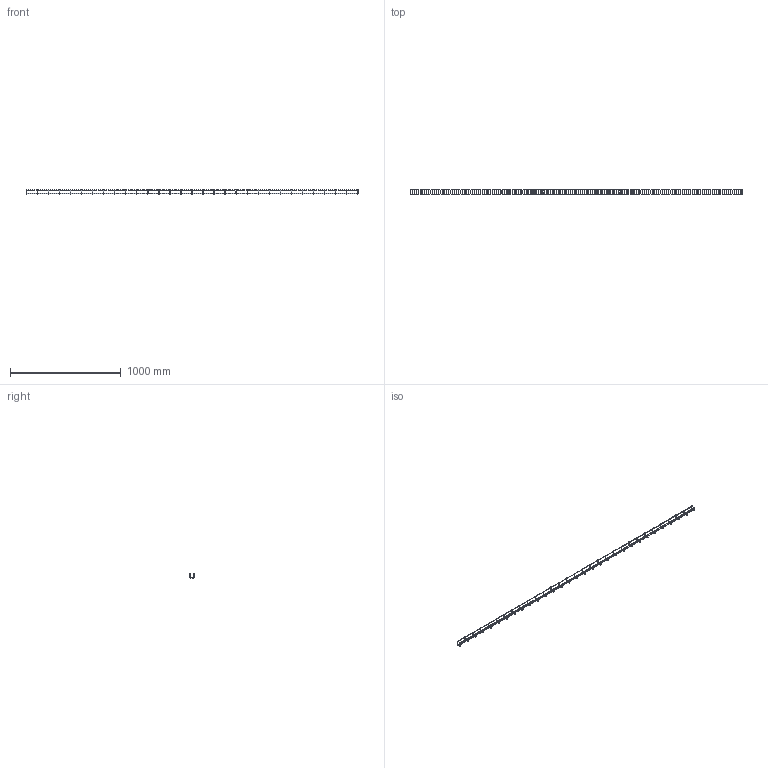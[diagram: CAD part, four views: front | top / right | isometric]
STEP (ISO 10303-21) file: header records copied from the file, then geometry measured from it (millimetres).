
FILE_DESCRIPTION(('CATIA V5 STEP Exchange'),'2;1');
FILE_NAME('D003538_A-MOD-01.stp','2012-06-21T07:53:46+00:00',('none'),('none'),'CATIA Version 5 Release 19 SP 9 (IN-10)','CATIA V5 STEP AP214','none');
FILE_SCHEMA(('AUTOMOTIVE_DESIGN { 1 0 10303 214 1 1 1 1 }'));
Length unit declared in the file: millimetre
Products named in the file (1): D003538_A-MOD-01
Bounding box: 3003.9 x 42.8 x 38.9 mm (x, y, z)
Volume: 145767.4 mm3; surface area: 148702.4 mm2
Topology: 1 solids, 1 shells, 384 faces, 948 edges, 570 vertices
Faces by surface type: cylinder 192, torus 124, plane 68
Entity records: 12243 total; most frequent: CARTESIAN_POINT 4284, ORIENTED_EDGE 1896, DIRECTION 1084, EDGE_CURVE 948, AXIS2_PLACEMENT_3D 670, VERTEX_POINT 570, CIRCLE 508, EDGE_LOOP 508
